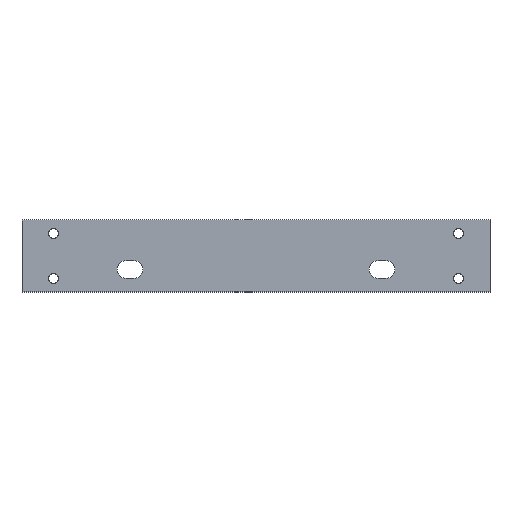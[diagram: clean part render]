
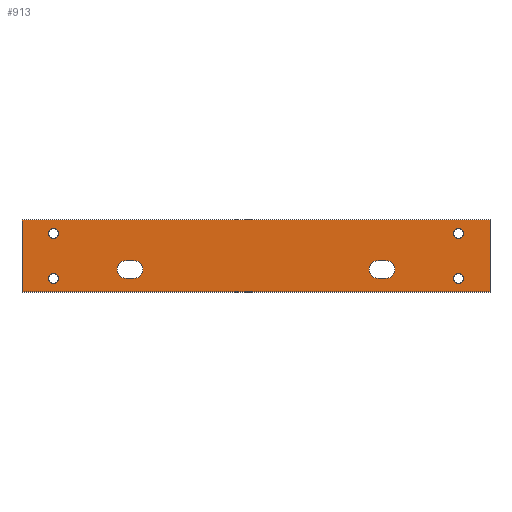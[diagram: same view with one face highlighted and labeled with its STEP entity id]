
A CAD part, top view. The second image highlights one B-rep face of the part: STEP entity #913.
In plain terms, the highlighted planar face has unit normal (0, 0, 1).
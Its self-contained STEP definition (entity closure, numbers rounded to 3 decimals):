
#35=CARTESIAN_POINT('',(-10140.774,1614.03,9300.592));
#36=VERTEX_POINT('',#35);
#37=CARTESIAN_POINT('',(-10140.774,-417.97,9300.592));
#38=VERTEX_POINT('',#37);
#39=CARTESIAN_POINT('',(-10140.774,1614.03,9300.592));
#40=DIRECTION('',(0.,-1.,0.));
#41=VECTOR('',#40,2032.);
#42=LINE('',#39,#41);
#43=EDGE_CURVE('',#36,#38,#42,.T.);
#75=CARTESIAN_POINT('',(-23348.774,1614.03,9300.592));
#76=VERTEX_POINT('',#75);
#77=CARTESIAN_POINT('',(-23348.774,1614.03,9300.592));
#78=DIRECTION('',(1.,0.,0.));
#79=VECTOR('',#78,13208.);
#80=LINE('',#77,#79);
#81=EDGE_CURVE('',#76,#36,#80,.T.);
#106=CARTESIAN_POINT('',(-23348.774,-417.97,9300.592));
#107=VERTEX_POINT('',#106);
#108=CARTESIAN_POINT('',(-23348.774,-417.97,9300.592));
#109=DIRECTION('',(0.,1.,0.));
#110=VECTOR('',#109,2032.);
#111=LINE('',#108,#110);
#112=EDGE_CURVE('',#107,#76,#111,.T.);
#137=CARTESIAN_POINT('',(-10140.774,-417.97,9300.592));
#138=DIRECTION('',(-1.,0.,0.));
#139=VECTOR('',#138,13208.);
#140=LINE('',#137,#139);
#141=EDGE_CURVE('',#38,#107,#140,.T.);
#159=CARTESIAN_POINT('',(-13087.174,-36.97,9300.592));
#160=VERTEX_POINT('',#159);
#161=CARTESIAN_POINT('',(-13087.174,471.03,9300.592));
#162=VERTEX_POINT('',#161);
#163=CARTESIAN_POINT('',(-13087.174,217.03,9300.592));
#164=DIRECTION('',(0.,-1.,0.));
#165=DIRECTION('',(0.,0.,1.));
#166=AXIS2_PLACEMENT_3D('',#163,#165,#164);
#167=CIRCLE('',#166,254.);
#168=EDGE_CURVE('',#160,#162,#167,.T.);
#201=CARTESIAN_POINT('',(-13290.374,-36.97,9300.592));
#202=VERTEX_POINT('',#201);
#203=CARTESIAN_POINT('',(-13290.374,-36.97,9300.592));
#204=DIRECTION('',(1.,0.,0.));
#205=VECTOR('',#204,203.2);
#206=LINE('',#203,#205);
#207=EDGE_CURVE('',#202,#160,#206,.T.);
#232=CARTESIAN_POINT('',(-13290.374,471.03,9300.592));
#233=VERTEX_POINT('',#232);
#234=CARTESIAN_POINT('',(-13290.374,217.03,9300.592));
#235=DIRECTION('',(0.,1.,0.));
#236=DIRECTION('',(0.,0.,1.));
#237=AXIS2_PLACEMENT_3D('',#234,#236,#235);
#238=CIRCLE('',#237,254.);
#239=EDGE_CURVE('',#233,#202,#238,.T.);
#265=CARTESIAN_POINT('',(-13087.174,471.03,9300.592));
#266=DIRECTION('',(-1.,0.,0.));
#267=VECTOR('',#266,203.2);
#268=LINE('',#265,#267);
#269=EDGE_CURVE('',#162,#233,#268,.T.);
#287=CARTESIAN_POINT('',(-20199.174,471.03,9300.592));
#288=VERTEX_POINT('',#287);
#289=CARTESIAN_POINT('',(-20402.374,471.03,9300.592));
#290=VERTEX_POINT('',#289);
#291=CARTESIAN_POINT('',(-20199.174,471.03,9300.592));
#292=DIRECTION('',(-1.,0.,0.));
#293=VECTOR('',#292,203.2);
#294=LINE('',#291,#293);
#295=EDGE_CURVE('',#288,#290,#294,.T.);
#327=CARTESIAN_POINT('',(-20199.174,-36.97,9300.592));
#328=VERTEX_POINT('',#327);
#329=CARTESIAN_POINT('',(-20199.174,217.03,9300.592));
#330=DIRECTION('',(0.,-1.,0.));
#331=DIRECTION('',(0.,0.,1.));
#332=AXIS2_PLACEMENT_3D('',#329,#331,#330);
#333=CIRCLE('',#332,254.);
#334=EDGE_CURVE('',#328,#288,#333,.T.);
#360=CARTESIAN_POINT('',(-20402.374,-36.97,9300.592));
#361=VERTEX_POINT('',#360);
#362=CARTESIAN_POINT('',(-20402.374,-36.97,9300.592));
#363=DIRECTION('',(1.,0.,0.));
#364=VECTOR('',#363,203.2);
#365=LINE('',#362,#364);
#366=EDGE_CURVE('',#361,#328,#365,.T.);
#391=CARTESIAN_POINT('',(-20402.374,217.03,9300.592));
#392=DIRECTION('',(0.,1.,0.));
#393=DIRECTION('',(0.,0.,1.));
#394=AXIS2_PLACEMENT_3D('',#391,#393,#392);
#395=CIRCLE('',#394,254.);
#396=EDGE_CURVE('',#290,#361,#395,.T.);
#415=CARTESIAN_POINT('',(-10890.074,-36.97,9300.592));
#416=VERTEX_POINT('',#415);
#417=CARTESIAN_POINT('',(-11169.474,-36.97,9300.592));
#418=VERTEX_POINT('',#417);
#419=CARTESIAN_POINT('',(-11029.774,-36.97,9300.592));
#420=DIRECTION('',(1.,0.,0.));
#421=DIRECTION('',(0.,0.,1.));
#422=AXIS2_PLACEMENT_3D('',#419,#421,#420);
#423=CIRCLE('',#422,139.7);
#424=EDGE_CURVE('',#416,#418,#423,.T.);
#457=CARTESIAN_POINT('',(-11029.774,-36.97,9300.592));
#458=DIRECTION('',(-1.,0.,0.));
#459=DIRECTION('',(0.,0.,1.));
#460=AXIS2_PLACEMENT_3D('',#457,#459,#458);
#461=CIRCLE('',#460,139.7);
#462=EDGE_CURVE('',#418,#416,#461,.T.);
#481=CARTESIAN_POINT('',(-22320.074,-36.97,9300.592));
#482=VERTEX_POINT('',#481);
#483=CARTESIAN_POINT('',(-22599.474,-36.97,9300.592));
#484=VERTEX_POINT('',#483);
#485=CARTESIAN_POINT('',(-22459.774,-36.97,9300.592));
#486=DIRECTION('',(1.,0.,0.));
#487=DIRECTION('',(0.,0.,1.));
#488=AXIS2_PLACEMENT_3D('',#485,#487,#486);
#489=CIRCLE('',#488,139.7);
#490=EDGE_CURVE('',#482,#484,#489,.T.);
#523=CARTESIAN_POINT('',(-22459.774,-36.97,9300.592));
#524=DIRECTION('',(-1.,0.,0.));
#525=DIRECTION('',(0.,0.,1.));
#526=AXIS2_PLACEMENT_3D('',#523,#525,#524);
#527=CIRCLE('',#526,139.7);
#528=EDGE_CURVE('',#484,#482,#527,.T.);
#547=CARTESIAN_POINT('',(-10890.074,1233.03,9300.592));
#548=VERTEX_POINT('',#547);
#549=CARTESIAN_POINT('',(-11169.474,1233.03,9300.592));
#550=VERTEX_POINT('',#549);
#551=CARTESIAN_POINT('',(-11029.774,1233.03,9300.592));
#552=DIRECTION('',(1.,0.,0.));
#553=DIRECTION('',(0.,0.,1.));
#554=AXIS2_PLACEMENT_3D('',#551,#553,#552);
#555=CIRCLE('',#554,139.7);
#556=EDGE_CURVE('',#548,#550,#555,.T.);
#589=CARTESIAN_POINT('',(-11029.774,1233.03,9300.592));
#590=DIRECTION('',(-1.,0.,0.));
#591=DIRECTION('',(0.,0.,1.));
#592=AXIS2_PLACEMENT_3D('',#589,#591,#590);
#593=CIRCLE('',#592,139.7);
#594=EDGE_CURVE('',#550,#548,#593,.T.);
#613=CARTESIAN_POINT('',(-22320.074,1233.03,9300.592));
#614=VERTEX_POINT('',#613);
#615=CARTESIAN_POINT('',(-22599.474,1233.03,9300.592));
#616=VERTEX_POINT('',#615);
#617=CARTESIAN_POINT('',(-22459.774,1233.03,9300.592));
#618=DIRECTION('',(1.,0.,0.));
#619=DIRECTION('',(0.,0.,1.));
#620=AXIS2_PLACEMENT_3D('',#617,#619,#618);
#621=CIRCLE('',#620,139.7);
#622=EDGE_CURVE('',#614,#616,#621,.T.);
#655=CARTESIAN_POINT('',(-22459.774,1233.03,9300.592));
#656=DIRECTION('',(-1.,0.,0.));
#657=DIRECTION('',(0.,0.,1.));
#658=AXIS2_PLACEMENT_3D('',#655,#657,#656);
#659=CIRCLE('',#658,139.7);
#660=EDGE_CURVE('',#616,#614,#659,.T.);
#874=CARTESIAN_POINT('',(-16744.774,598.03,9300.592));
#875=DIRECTION('',(0.,-1.,0.));
#876=DIRECTION('',(-0.,0.,1.));
#877=AXIS2_PLACEMENT_3D('',#874,#876,#875);
#878=PLANE('',#877);
#879=ORIENTED_EDGE('',*,*,#43,.F.);
#880=ORIENTED_EDGE('',*,*,#81,.F.);
#881=ORIENTED_EDGE('',*,*,#112,.F.);
#882=ORIENTED_EDGE('',*,*,#141,.F.);
#883=EDGE_LOOP('',(#879,#880,#881,#882));
#884=FACE_OUTER_BOUND('',#883,.T.);
#885=ORIENTED_EDGE('',*,*,#622,.F.);
#886=ORIENTED_EDGE('',*,*,#660,.F.);
#887=EDGE_LOOP('',(#885,#886));
#888=FACE_BOUND('',#887,.T.);
#889=ORIENTED_EDGE('',*,*,#556,.F.);
#890=ORIENTED_EDGE('',*,*,#594,.F.);
#891=EDGE_LOOP('',(#889,#890));
#892=FACE_BOUND('',#891,.T.);
#893=ORIENTED_EDGE('',*,*,#490,.F.);
#894=ORIENTED_EDGE('',*,*,#528,.F.);
#895=EDGE_LOOP('',(#893,#894));
#896=FACE_BOUND('',#895,.T.);
#897=ORIENTED_EDGE('',*,*,#424,.F.);
#898=ORIENTED_EDGE('',*,*,#462,.F.);
#899=EDGE_LOOP('',(#897,#898));
#900=FACE_BOUND('',#899,.T.);
#901=ORIENTED_EDGE('',*,*,#295,.F.);
#902=ORIENTED_EDGE('',*,*,#334,.F.);
#903=ORIENTED_EDGE('',*,*,#366,.F.);
#904=ORIENTED_EDGE('',*,*,#396,.F.);
#905=EDGE_LOOP('',(#901,#902,#903,#904));
#906=FACE_BOUND('',#905,.T.);
#907=ORIENTED_EDGE('',*,*,#168,.F.);
#908=ORIENTED_EDGE('',*,*,#207,.F.);
#909=ORIENTED_EDGE('',*,*,#239,.F.);
#910=ORIENTED_EDGE('',*,*,#269,.F.);
#911=EDGE_LOOP('',(#907,#908,#909,#910));
#912=FACE_BOUND('',#911,.T.);
#913=ADVANCED_FACE('F28',(#884,#888,#892,#896,#900,#906,#912),#878,.T.);
